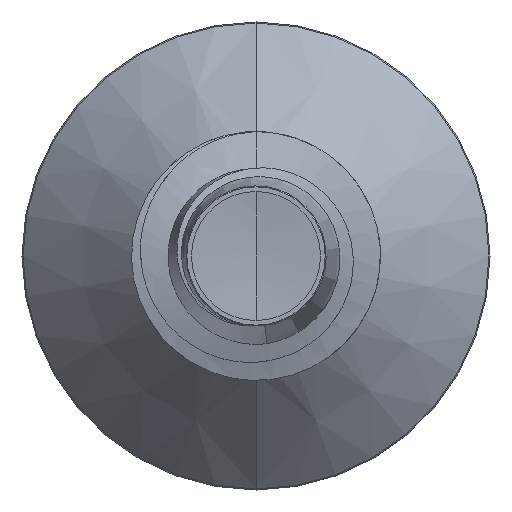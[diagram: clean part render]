
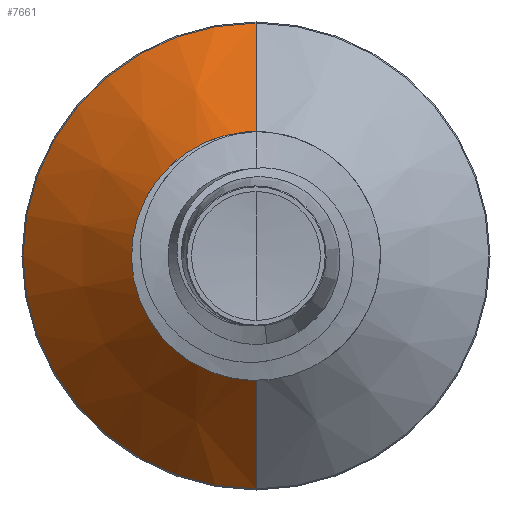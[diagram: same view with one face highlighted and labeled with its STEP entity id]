
A CAD part, front view. The second image highlights one B-rep face of the part: STEP entity #7661.
In plain terms, the highlighted conical face has half-angle 45 degrees and reference radius 1.189 mm.
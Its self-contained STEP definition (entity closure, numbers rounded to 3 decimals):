
#262 = LINE ( 'NONE', #5046, #285 ) ;
#285 = VECTOR ( 'NONE', #5134, 1000. ) ;
#744 = CARTESIAN_POINT ( 'NONE',  ( 0., 1.789, -1.189 ) ) ;
#1078 = CONICAL_SURFACE ( 'NONE', #1139, 1.189, 0.785 ) ;
#1139 = AXIS2_PLACEMENT_3D ( 'NONE', #2037, #2088, #2028 ) ;
#2026 = EDGE_LOOP ( 'NONE', ( #4506, #4625, #4791, #4958 ) ) ;
#2028 = DIRECTION ( 'NONE',  ( 0., 0., 1. ) ) ;
#2037 = CARTESIAN_POINT ( 'NONE',  ( 0., 1.789, 0. ) ) ;
#2088 = DIRECTION ( 'NONE',  ( 0., 1., 0. ) ) ;
#2622 = CARTESIAN_POINT ( 'NONE',  ( 0., 2.939, 2.339 ) ) ;
#2625 = CARTESIAN_POINT ( 'NONE',  ( 0., 1.789, 1.189 ) ) ;
#2718 = CARTESIAN_POINT ( 'NONE',  ( 0., 2.939, -2.339 ) ) ;
#2925 = VERTEX_POINT ( 'NONE', #2718 ) ;
#3256 = DIRECTION ( 'NONE',  ( 0., 0.707, -0.707 ) ) ;
#3262 = CARTESIAN_POINT ( 'NONE',  ( 0., 1.789, -1.189 ) ) ;
#4073 = VECTOR ( 'NONE', #3256, 1000. ) ;
#4283 = DIRECTION ( 'NONE',  ( 0., 0., 1. ) ) ;
#4290 = DIRECTION ( 'NONE',  ( 0., 1., 0. ) ) ;
#4291 = CARTESIAN_POINT ( 'NONE',  ( 0., 2.939, 0. ) ) ;
#4309 = DIRECTION ( 'NONE',  ( 0., 0., 1. ) ) ;
#4316 = DIRECTION ( 'NONE',  ( 0., 1., 0. ) ) ;
#4317 = CARTESIAN_POINT ( 'NONE',  ( 0., 1.789, 0. ) ) ;
#4506 = ORIENTED_EDGE ( 'NONE', *, *, #7506, .F. ) ;
#4625 = ORIENTED_EDGE ( 'NONE', *, *, #7091, .T. ) ;
#4791 = ORIENTED_EDGE ( 'NONE', *, *, #6787, .T. ) ;
#4958 = ORIENTED_EDGE ( 'NONE', *, *, #7096, .F. ) ;
#5046 = CARTESIAN_POINT ( 'NONE',  ( 0., 1.789, 1.189 ) ) ;
#5134 = DIRECTION ( 'NONE',  ( 0., 0.707, 0.707 ) ) ;
#5172 = VERTEX_POINT ( 'NONE', #2625 ) ;
#5284 = VERTEX_POINT ( 'NONE', #2622 ) ;
#5695 = LINE ( 'NONE', #3262, #4073 ) ;
#5792 = AXIS2_PLACEMENT_3D ( 'NONE', #4291, #4290, #4283 ) ;
#5895 = AXIS2_PLACEMENT_3D ( 'NONE', #4317, #4316, #4309 ) ;
#6121 = VERTEX_POINT ( 'NONE', #744 ) ;
#6787 = EDGE_CURVE ( 'NONE', #5172, #5284, #262, .T. ) ;
#7091 = EDGE_CURVE ( 'NONE', #6121, #5172, #8009, .T. ) ;
#7096 = EDGE_CURVE ( 'NONE', #2925, #5284, #7312, .T. ) ;
#7312 = CIRCLE ( 'NONE', #5792, 2.339 ) ;
#7506 = EDGE_CURVE ( 'NONE', #6121, #2925, #5695, .T. ) ;
#7661 = ADVANCED_FACE ( 'NONE', ( #7779 ), #1078, .T. ) ;
#7779 = FACE_OUTER_BOUND ( 'NONE', #2026, .T. ) ;
#8009 = CIRCLE ( 'NONE', #5895, 1.189 ) ;
